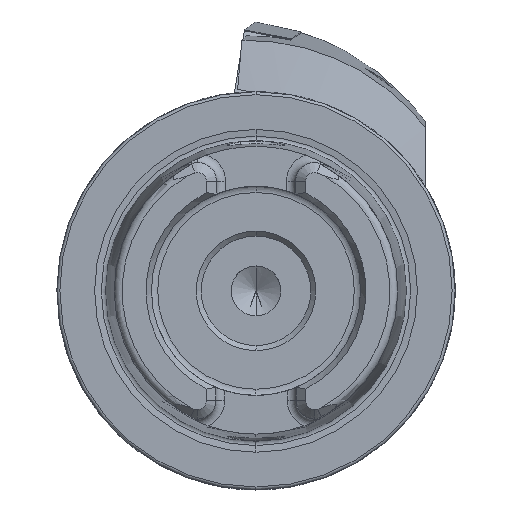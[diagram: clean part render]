
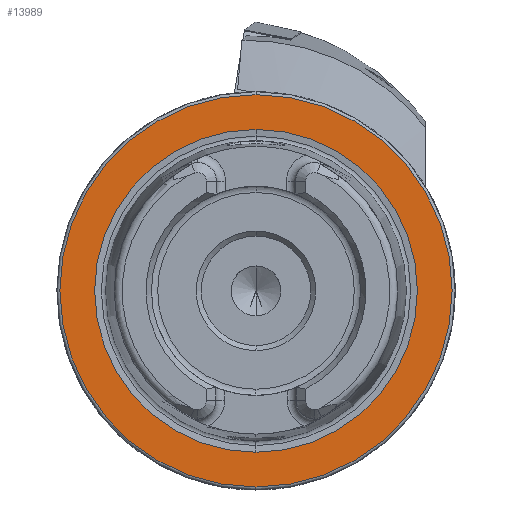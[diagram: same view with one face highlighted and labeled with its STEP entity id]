
A CAD part, left-side view. The second image highlights one B-rep face of the part: STEP entity #13989.
In plain terms, the highlighted planar face has unit normal (-1, 0, 0).
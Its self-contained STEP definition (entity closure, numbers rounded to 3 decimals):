
#69 = ORIENTED_EDGE ( 'NONE', *, *, #11325, .F. ) ;
#165 = CIRCLE ( 'NONE', #13001, 16.207 ) ;
#387 = CARTESIAN_POINT ( 'NONE',  ( 0., 0., 0. ) ) ;
#1551 = EDGE_CURVE ( 'NONE', #13133, #11381, #10109, .T. ) ;
#1726 = AXIS2_PLACEMENT_3D ( 'NONE', #11869, #6157, #9602 ) ;
#2197 = EDGE_LOOP ( 'NONE', ( #69, #9231 ) ) ;
#3015 = FACE_BOUND ( 'NONE', #2197, .T. ) ;
#3707 = DIRECTION ( 'NONE',  ( 0., 0., 1. ) ) ;
#3969 = EDGE_LOOP ( 'NONE', ( #12778, #5726 ) ) ;
#4243 = AXIS2_PLACEMENT_3D ( 'NONE', #9987, #12098, #6558 ) ;
#4681 = CARTESIAN_POINT ( 'NONE',  ( 0., 0., 16.207 ) ) ;
#4865 = DIRECTION ( 'NONE',  ( -1., 0., 0. ) ) ;
#5109 = CARTESIAN_POINT ( 'NONE',  ( 0., 0., 0. ) ) ;
#5726 = ORIENTED_EDGE ( 'NONE', *, *, #5798, .T. ) ;
#5798 = EDGE_CURVE ( 'NONE', #11381, #13133, #14015, .T. ) ;
#6010 = DIRECTION ( 'NONE',  ( 0., 0., 1. ) ) ;
#6157 = DIRECTION ( 'NONE',  ( 1., 0., 0. ) ) ;
#6558 = DIRECTION ( 'NONE',  ( 0., 0., 1. ) ) ;
#8276 = DIRECTION ( 'NONE',  ( 0., 0., 1. ) ) ;
#8513 = PLANE ( 'NONE',  #1726 ) ;
#9028 = CIRCLE ( 'NONE', #4243, 16.207 ) ;
#9231 = ORIENTED_EDGE ( 'NONE', *, *, #9679, .F. ) ;
#9602 = DIRECTION ( 'NONE',  ( 0., 0., -1. ) ) ;
#9679 = EDGE_CURVE ( 'NONE', #10458, #10761, #9028, .T. ) ;
#9691 = AXIS2_PLACEMENT_3D ( 'NONE', #10408, #4865, #8276 ) ;
#9907 = AXIS2_PLACEMENT_3D ( 'NONE', #5109, #11733, #6010 ) ;
#9987 = CARTESIAN_POINT ( 'NONE',  ( 0., 0., 0. ) ) ;
#10109 = CIRCLE ( 'NONE', #9691, 19.7 ) ;
#10395 = CARTESIAN_POINT ( 'NONE',  ( 0., 0., -16.207 ) ) ;
#10408 = CARTESIAN_POINT ( 'NONE',  ( 0., 0., 0. ) ) ;
#10430 = CARTESIAN_POINT ( 'NONE',  ( 0., 0., 19.7 ) ) ;
#10458 = VERTEX_POINT ( 'NONE', #10395 ) ;
#10761 = VERTEX_POINT ( 'NONE', #4681 ) ;
#10797 = CARTESIAN_POINT ( 'NONE',  ( 0., 0., -19.7 ) ) ;
#11325 = EDGE_CURVE ( 'NONE', #10761, #10458, #165, .T. ) ;
#11333 = DIRECTION ( 'NONE',  ( -1., 0., 0. ) ) ;
#11381 = VERTEX_POINT ( 'NONE', #10797 ) ;
#11733 = DIRECTION ( 'NONE',  ( -1., 0., 0. ) ) ;
#11869 = CARTESIAN_POINT ( 'NONE',  ( 0., 19.7, 0. ) ) ;
#12098 = DIRECTION ( 'NONE',  ( -1., 0., 0. ) ) ;
#12778 = ORIENTED_EDGE ( 'NONE', *, *, #1551, .T. ) ;
#13001 = AXIS2_PLACEMENT_3D ( 'NONE', #387, #11333, #3707 ) ;
#13133 = VERTEX_POINT ( 'NONE', #10430 ) ;
#13286 = FACE_OUTER_BOUND ( 'NONE', #3969, .T. ) ;
#13989 = ADVANCED_FACE ( 'NONE', ( #3015, #13286 ), #8513, .F. ) ;
#14015 = CIRCLE ( 'NONE', #9907, 19.7 ) ;
